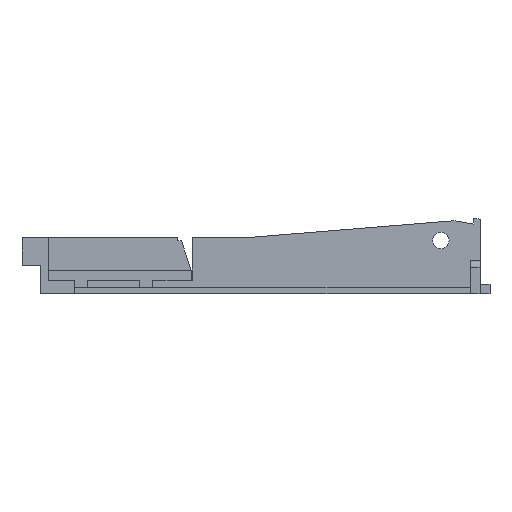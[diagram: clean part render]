
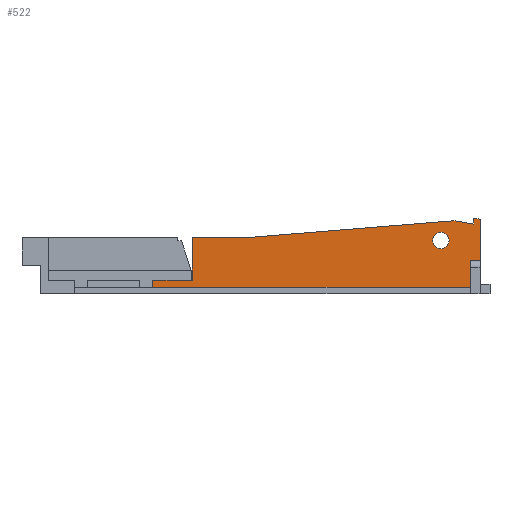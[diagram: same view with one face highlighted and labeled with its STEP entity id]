
A CAD part, left-side view. The second image highlights one B-rep face of the part: STEP entity #522.
In plain terms, the highlighted planar face has unit normal (-1, 0, 0).
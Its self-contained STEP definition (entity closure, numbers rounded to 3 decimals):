
#5 = VERTEX_POINT ( 'NONE', #366 ) ;
#19 = ORIENTED_EDGE ( 'NONE', *, *, #5513, .T. ) ;
#147 = DIRECTION ( 'NONE',  ( 0., 0., 1. ) ) ;
#188 = VERTEX_POINT ( 'NONE', #3200 ) ;
#216 = EDGE_CURVE ( 'NONE', #188, #2198, #3216, .T. ) ;
#230 = LINE ( 'NONE', #6312, #4174 ) ;
#366 = CARTESIAN_POINT ( 'NONE',  ( 3., 104.5, 2. ) ) ;
#403 = ORIENTED_EDGE ( 'NONE', *, *, #1764, .F. ) ;
#522 = ADVANCED_FACE ( 'NONE', ( #5425, #1280 ), #2772, .T. ) ;
#583 = CARTESIAN_POINT ( 'NONE',  ( 3., 4.5, 10.1 ) ) ;
#642 = DIRECTION ( 'NONE',  ( 0., 0., -1. ) ) ;
#655 = DIRECTION ( 'NONE',  ( 0., 1., 0. ) ) ;
#672 = LINE ( 'NONE', #1812, #6027 ) ;
#729 = DIRECTION ( 'NONE',  ( 0., -1., 0. ) ) ;
#912 = ORIENTED_EDGE ( 'NONE', *, *, #1012, .F. ) ;
#931 = ORIENTED_EDGE ( 'NONE', *, *, #1905, .F. ) ;
#1012 = EDGE_CURVE ( 'NONE', #1547, #6078, #5420, .T. ) ;
#1020 = ORIENTED_EDGE ( 'NONE', *, *, #6581, .T. ) ;
#1031 = EDGE_CURVE ( 'NONE', #5565, #3038, #5669, .T. ) ;
#1052 = CARTESIAN_POINT ( 'NONE',  ( 3., 7.5, 2. ) ) ;
#1087 = CARTESIAN_POINT ( 'NONE',  ( 3., 0., 10.1 ) ) ;
#1094 = DIRECTION ( 'NONE',  ( 0., -0.985, -0.172 ) ) ;
#1149 = AXIS2_PLACEMENT_3D ( 'NONE', #1273, #5964, #1853 ) ;
#1207 = LINE ( 'NONE', #1429, #2554 ) ;
#1257 = CARTESIAN_POINT ( 'NONE',  ( 3., 4.5, 4.2 ) ) ;
#1273 = CARTESIAN_POINT ( 'NONE',  ( 3., 16.5, 16.34 ) ) ;
#1279 = EDGE_CURVE ( 'NONE', #5383, #4986, #6072, .T. ) ;
#1280 = FACE_OUTER_BOUND ( 'NONE', #1525, .T. ) ;
#1346 = EDGE_CURVE ( 'NONE', #5111, #4291, #6152, .T. ) ;
#1348 = VECTOR ( 'NONE', #655, 1000. ) ;
#1378 = DIRECTION ( 'NONE',  ( 0., 0., 1. ) ) ;
#1429 = CARTESIAN_POINT ( 'NONE',  ( 3., 7.5, 0. ) ) ;
#1489 = CARTESIAN_POINT ( 'NONE',  ( 3., 1.889, 23.204 ) ) ;
#1493 = VECTOR ( 'NONE', #1094, 1000. ) ;
#1525 = EDGE_LOOP ( 'NONE', ( #1020, #912, #5026, #931, #3324, #403, #5608, #3421, #2864, #2472, #1706, #19 ) ) ;
#1547 = VERTEX_POINT ( 'NONE', #583 ) ;
#1684 = EDGE_CURVE ( 'NONE', #3265, #5565, #6398, .T. ) ;
#1706 = ORIENTED_EDGE ( 'NONE', *, *, #2086, .T. ) ;
#1725 = LINE ( 'NONE', #1257, #5047 ) ;
#1752 = VECTOR ( 'NONE', #1378, 1000. ) ;
#1764 = EDGE_CURVE ( 'NONE', #2198, #5111, #230, .T. ) ;
#1812 = CARTESIAN_POINT ( 'NONE',  ( 3., 96., 17.2 ) ) ;
#1853 = DIRECTION ( 'NONE',  ( 0., -1., 0. ) ) ;
#1884 = AXIS2_PLACEMENT_3D ( 'NONE', #2026, #5666, #2050 ) ;
#1892 = CARTESIAN_POINT ( 'NONE',  ( 3., 16.5, 13.84 ) ) ;
#1905 = EDGE_CURVE ( 'NONE', #4291, #5306, #6224, .T. ) ;
#1995 = VECTOR ( 'NONE', #4697, 1000. ) ;
#2026 = CARTESIAN_POINT ( 'NONE',  ( 3., 16.5, 16.34 ) ) ;
#2050 = DIRECTION ( 'NONE',  ( 0., -1., 0. ) ) ;
#2086 = EDGE_CURVE ( 'NONE', #3265, #5, #6627, .T. ) ;
#2198 = VERTEX_POINT ( 'NONE', #5973 ) ;
#2223 = VECTOR ( 'NONE', #3198, 1000. ) ;
#2224 = VECTOR ( 'NONE', #642, 1000. ) ;
#2282 = CARTESIAN_POINT ( 'NONE',  ( 3., 6.5, 23.15 ) ) ;
#2388 = CARTESIAN_POINT ( 'NONE',  ( 3., 6.5, 0. ) ) ;
#2472 = ORIENTED_EDGE ( 'NONE', *, *, #1684, .F. ) ;
#2487 = CARTESIAN_POINT ( 'NONE',  ( 3., 6.5, 21.34 ) ) ;
#2554 = VECTOR ( 'NONE', #5579, 1000. ) ;
#2625 = CARTESIAN_POINT ( 'NONE',  ( 3., 4.5, 22.8 ) ) ;
#2772 = PLANE ( 'NONE',  #4918 ) ;
#2807 = DIRECTION ( 'NONE',  ( 0., 0., -1. ) ) ;
#2864 = ORIENTED_EDGE ( 'NONE', *, *, #1031, .F. ) ;
#2936 = DIRECTION ( 'NONE',  ( 0., -1., 0. ) ) ;
#2953 = EDGE_CURVE ( 'NONE', #4986, #5383, #5065, .T. ) ;
#3038 = VERTEX_POINT ( 'NONE', #3045 ) ;
#3045 = CARTESIAN_POINT ( 'NONE',  ( 3., 92.5, 17.2 ) ) ;
#3075 = VERTEX_POINT ( 'NONE', #1052 ) ;
#3088 = CARTESIAN_POINT ( 'NONE',  ( 3., -3.738, 21.358 ) ) ;
#3093 = CARTESIAN_POINT ( 'NONE',  ( 3., 7.5, 10.1 ) ) ;
#3198 = DIRECTION ( 'NONE',  ( 0., -1., 0. ) ) ;
#3200 = CARTESIAN_POINT ( 'NONE',  ( 3., 75.63, 17.2 ) ) ;
#3216 = LINE ( 'NONE', #1489, #1995 ) ;
#3265 = VERTEX_POINT ( 'NONE', #4470 ) ;
#3324 = ORIENTED_EDGE ( 'NONE', *, *, #1346, .F. ) ;
#3421 = ORIENTED_EDGE ( 'NONE', *, *, #4322, .F. ) ;
#3700 = CARTESIAN_POINT ( 'NONE',  ( 3., 104.5, 4.1 ) ) ;
#3728 = EDGE_CURVE ( 'NONE', #5306, #1547, #1725, .T. ) ;
#3818 = DIRECTION ( 'NONE',  ( -1., 0., 0. ) ) ;
#3836 = DIRECTION ( 'NONE',  ( 0., -1., 0. ) ) ;
#4174 = VECTOR ( 'NONE', #5802, 1000. ) ;
#4196 = CARTESIAN_POINT ( 'NONE',  ( 3., 92.5, 17.2 ) ) ;
#4291 = VERTEX_POINT ( 'NONE', #2282 ) ;
#4322 = EDGE_CURVE ( 'NONE', #3038, #188, #672, .T. ) ;
#4470 = CARTESIAN_POINT ( 'NONE',  ( 3., 104.5, 4.2 ) ) ;
#4538 = LINE ( 'NONE', #5434, #6508 ) ;
#4697 = DIRECTION ( 'NONE',  ( 0., -0.997, 0.081 ) ) ;
#4820 = ORIENTED_EDGE ( 'NONE', *, *, #2953, .F. ) ;
#4857 = ORIENTED_EDGE ( 'NONE', *, *, #1279, .F. ) ;
#4918 = AXIS2_PLACEMENT_3D ( 'NONE', #6429, #3818, #729 ) ;
#4975 = CARTESIAN_POINT ( 'NONE',  ( 3., 92.5, 4.2 ) ) ;
#4986 = VERTEX_POINT ( 'NONE', #1892 ) ;
#5025 = EDGE_LOOP ( 'NONE', ( #4820, #4857 ) ) ;
#5026 = ORIENTED_EDGE ( 'NONE', *, *, #3728, .F. ) ;
#5047 = VECTOR ( 'NONE', #2807, 1000. ) ;
#5065 = CIRCLE ( 'NONE', #1884, 2.5 ) ;
#5111 = VERTEX_POINT ( 'NONE', #2487 ) ;
#5306 = VERTEX_POINT ( 'NONE', #2625 ) ;
#5383 = VERTEX_POINT ( 'NONE', #6424 ) ;
#5420 = LINE ( 'NONE', #1087, #1348 ) ;
#5425 = FACE_BOUND ( 'NONE', #5025, .T. ) ;
#5434 = CARTESIAN_POINT ( 'NONE',  ( 3., 0., 2. ) ) ;
#5513 = EDGE_CURVE ( 'NONE', #5, #3075, #4538, .T. ) ;
#5565 = VERTEX_POINT ( 'NONE', #4975 ) ;
#5579 = DIRECTION ( 'NONE',  ( 0., 0., 1. ) ) ;
#5608 = ORIENTED_EDGE ( 'NONE', *, *, #216, .F. ) ;
#5666 = DIRECTION ( 'NONE',  ( -1., 0., 0. ) ) ;
#5669 = LINE ( 'NONE', #4196, #6156 ) ;
#5802 = DIRECTION ( 'NONE',  ( 0., -0.986, -0.164 ) ) ;
#5831 = CARTESIAN_POINT ( 'NONE',  ( 3., 104.5, 4.2 ) ) ;
#5964 = DIRECTION ( 'NONE',  ( -1., 0., 0. ) ) ;
#5973 = CARTESIAN_POINT ( 'NONE',  ( 3., 12.5, 22.34 ) ) ;
#6027 = VECTOR ( 'NONE', #2936, 1000. ) ;
#6072 = CIRCLE ( 'NONE', #1149, 2.5 ) ;
#6078 = VERTEX_POINT ( 'NONE', #3093 ) ;
#6152 = LINE ( 'NONE', #2388, #1752 ) ;
#6156 = VECTOR ( 'NONE', #147, 1000. ) ;
#6224 = LINE ( 'NONE', #3088, #1493 ) ;
#6312 = CARTESIAN_POINT ( 'NONE',  ( 3., -3.285, 19.709 ) ) ;
#6398 = LINE ( 'NONE', #5831, #2223 ) ;
#6424 = CARTESIAN_POINT ( 'NONE',  ( 3., 16.5, 18.84 ) ) ;
#6429 = CARTESIAN_POINT ( 'NONE',  ( 3., 0., 2. ) ) ;
#6508 = VECTOR ( 'NONE', #3836, 1000. ) ;
#6581 = EDGE_CURVE ( 'NONE', #3075, #6078, #1207, .T. ) ;
#6627 = LINE ( 'NONE', #3700, #2224 ) ;
